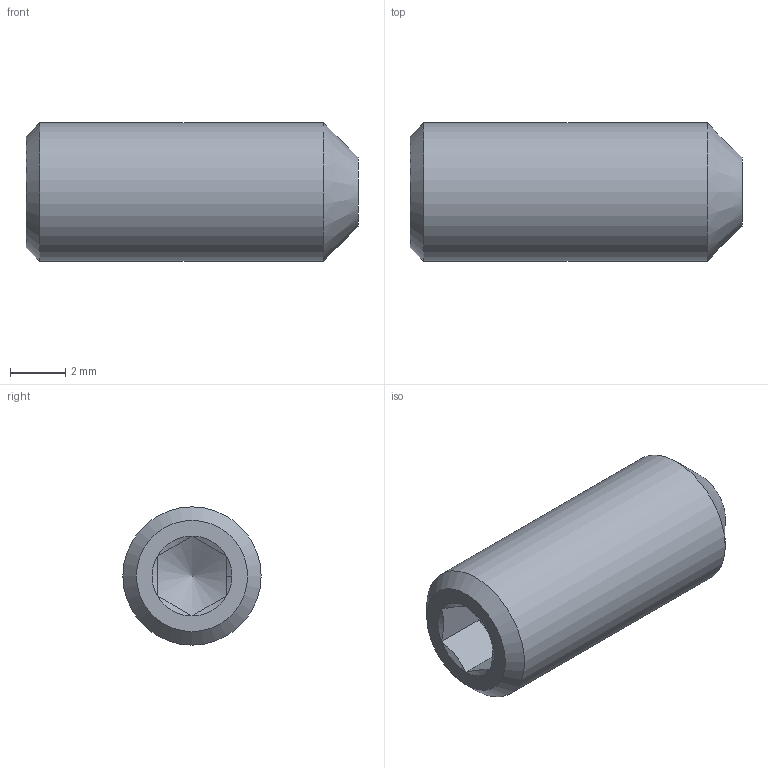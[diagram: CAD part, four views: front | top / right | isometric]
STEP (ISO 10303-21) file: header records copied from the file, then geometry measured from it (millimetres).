
FILE_DESCRIPTION(/* description */ ('Alibre Inc.'),/* implementation_level */ '2;1');
FILE_NAME(/* name */ 'export-9B8EC1BC-2791-4D2A-B87A-9B1C56C308DA',/* time_stamp */ '2024-07-06T15:56:14+02:00',/* author */ (''),/* organization */ (''),/* preprocessor_version */ 'ST-DEVELOPER v17',/* originating_system */ 'Alibre',/* authorisation */ '');
FILE_SCHEMA (('AUTOMOTIVE_DESIGN'));
Length unit declared in the file: millimetre
Products named in the file (1): Slotted set screw DIN 916 M5x12 07850.050.012(High)
Bounding box: 12 x 5 x 5 mm (x, y, z)
Volume: 204.1 mm3; surface area: 240.1 mm2
Topology: 1 solids, 1 shells, 20 faces, 42 edges, 24 vertices
Faces by surface type: cone 11, plane 8, cylinder 1
Full cylindrical faces by diameter (mm): 5 x1
Entity records: 506 total; most frequent: CARTESIAN_POINT 99, ORIENTED_EDGE 80, DIRECTION 72, EDGE_CURVE 40, AXIS2_PLACEMENT_3D 31, VERTEX_POINT 24, EDGE_LOOP 22, FACE_BOUND 22
